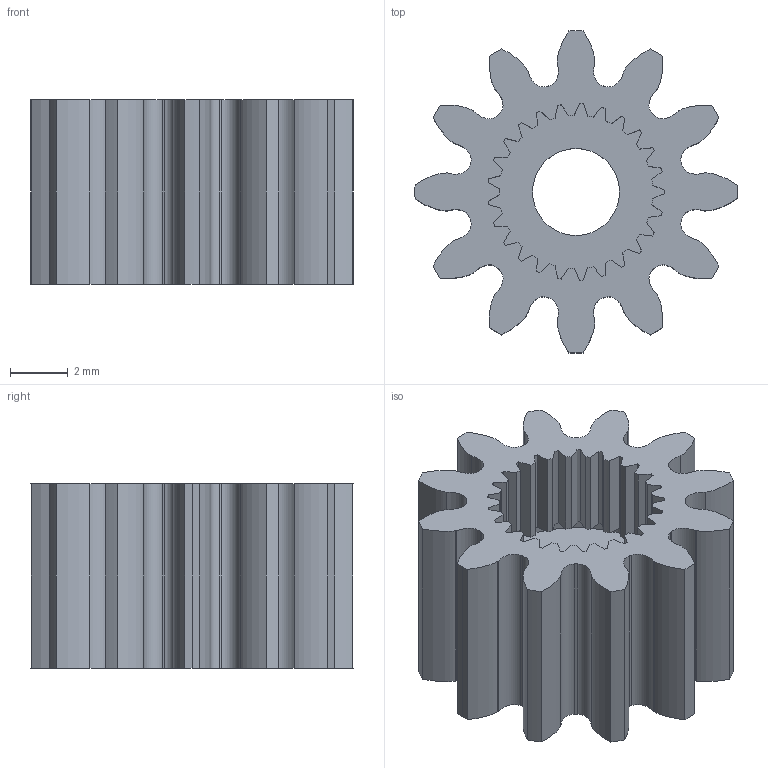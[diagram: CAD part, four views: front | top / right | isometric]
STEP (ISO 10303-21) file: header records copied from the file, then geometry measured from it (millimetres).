
FILE_DESCRIPTION (( 'STEP AP203' ), '1' );
FILE_NAME ('615294.STEP', '2016-10-04T20:27:31', ( '' ), ( '' ), 'SwSTEP 2.0', 'SolidWorks 2014', '' );
FILE_SCHEMA (( 'CONFIG_CONTROL_DESIGN' ));
Length unit declared in the file: millimetre
Products named in the file (1): 615294
Bounding box: 11.11 x 11.11 x 6.35 mm (x, y, z)
Volume: 280.4 mm3; surface area: 664.8 mm2
Topology: 1 solids, 1 shells, 208 faces, 609 edges, 406 vertices
Faces by surface type: cylinder 81, plane 79, bspline 48
Entity records: 8628 total; most frequent: CARTESIAN_POINT 3192, ORIENTED_EDGE 1218, DIRECTION 997, EDGE_CURVE 609, VERTEX_POINT 406, VECTOR 351, LINE 351, AXIS2_PLACEMENT_3D 323
